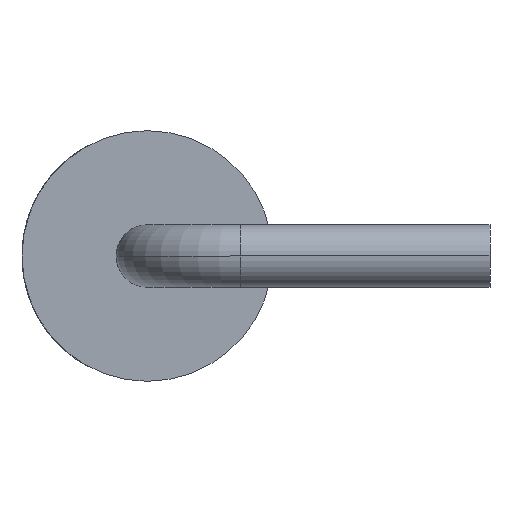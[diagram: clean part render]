
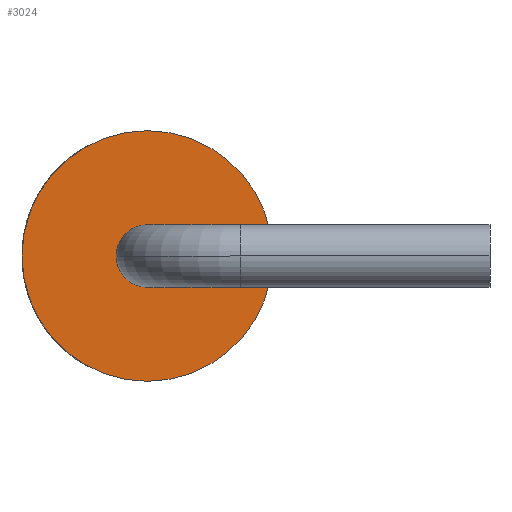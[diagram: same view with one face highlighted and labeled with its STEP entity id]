
A CAD part, left-side view. The second image highlights one B-rep face of the part: STEP entity #3024.
In plain terms, the highlighted planar face has unit normal (-1, 0, 0).
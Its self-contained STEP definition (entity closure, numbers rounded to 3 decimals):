
#24 = VERTEX_POINT ( 'NONE', #4395 ) ;
#149 = PLANE ( 'NONE',  #2378 ) ;
#208 = FACE_OUTER_BOUND ( 'NONE', #4077, .T. ) ;
#322 = DIRECTION ( 'NONE',  ( 1., 0., 0. ) ) ;
#473 = DIRECTION ( 'NONE',  ( 1., 0., 0. ) ) ;
#677 = DIRECTION ( 'NONE',  ( 0., 0., -1. ) ) ;
#861 = CIRCLE ( 'NONE', #2619, 0.66 ) ;
#885 = EDGE_CURVE ( 'NONE', #24, #3540, #1621, .T. ) ;
#1013 = DIRECTION ( 'NONE',  ( 1., 0., 0. ) ) ;
#1096 = EDGE_CURVE ( 'NONE', #2515, #1262, #1690, .T. ) ;
#1112 = ORIENTED_EDGE ( 'NONE', *, *, #1096, .F. ) ;
#1171 = AXIS2_PLACEMENT_3D ( 'NONE', #2576, #473, #2989 ) ;
#1262 = VERTEX_POINT ( 'NONE', #1780 ) ;
#1322 = CARTESIAN_POINT ( 'NONE',  ( 3.505, 4.65, 0. ) ) ;
#1432 = CARTESIAN_POINT ( 'NONE',  ( 3.505, 4.65, 0. ) ) ;
#1570 = CARTESIAN_POINT ( 'NONE',  ( 3.505, 4.65, 0. ) ) ;
#1621 = CIRCLE ( 'NONE', #4227, 2.65 ) ;
#1690 = CIRCLE ( 'NONE', #2914, 0.66 ) ;
#1780 = CARTESIAN_POINT ( 'NONE',  ( 3.505, 3.99, 0. ) ) ;
#1838 = CARTESIAN_POINT ( 'NONE',  ( 3.505, 4.65, -2.65 ) ) ;
#2333 = FACE_BOUND ( 'NONE', #3112, .T. ) ;
#2378 = AXIS2_PLACEMENT_3D ( 'NONE', #1432, #322, #677 ) ;
#2390 = ORIENTED_EDGE ( 'NONE', *, *, #885, .F. ) ;
#2515 = VERTEX_POINT ( 'NONE', #3179 ) ;
#2555 = CARTESIAN_POINT ( 'NONE',  ( 3.505, 4.65, 0. ) ) ;
#2576 = CARTESIAN_POINT ( 'NONE',  ( 3.505, 4.65, 0. ) ) ;
#2619 = AXIS2_PLACEMENT_3D ( 'NONE', #2555, #3203, #3989 ) ;
#2914 = AXIS2_PLACEMENT_3D ( 'NONE', #1570, #4223, #3777 ) ;
#2989 = DIRECTION ( 'NONE',  ( 0., 0., -1. ) ) ;
#3024 = ADVANCED_FACE ( 'NONE', ( #2333, #208 ), #149, .F. ) ;
#3067 = ORIENTED_EDGE ( 'NONE', *, *, #3340, .F. ) ;
#3112 = EDGE_LOOP ( 'NONE', ( #4489, #1112 ) ) ;
#3179 = CARTESIAN_POINT ( 'NONE',  ( 3.505, 5.31, 0. ) ) ;
#3203 = DIRECTION ( 'NONE',  ( -1., 0., 0. ) ) ;
#3252 = EDGE_CURVE ( 'NONE', #1262, #2515, #861, .T. ) ;
#3340 = EDGE_CURVE ( 'NONE', #3540, #24, #3858, .T. ) ;
#3540 = VERTEX_POINT ( 'NONE', #1838 ) ;
#3777 = DIRECTION ( 'NONE',  ( 0., 0., -1. ) ) ;
#3858 = CIRCLE ( 'NONE', #1171, 2.65 ) ;
#3989 = DIRECTION ( 'NONE',  ( 0., 0., -1. ) ) ;
#4077 = EDGE_LOOP ( 'NONE', ( #2390, #3067 ) ) ;
#4223 = DIRECTION ( 'NONE',  ( -1., 0., 0. ) ) ;
#4227 = AXIS2_PLACEMENT_3D ( 'NONE', #1322, #1013, #4273 ) ;
#4273 = DIRECTION ( 'NONE',  ( 0., 0., -1. ) ) ;
#4395 = CARTESIAN_POINT ( 'NONE',  ( 3.505, 4.65, 2.65 ) ) ;
#4489 = ORIENTED_EDGE ( 'NONE', *, *, #3252, .F. ) ;
